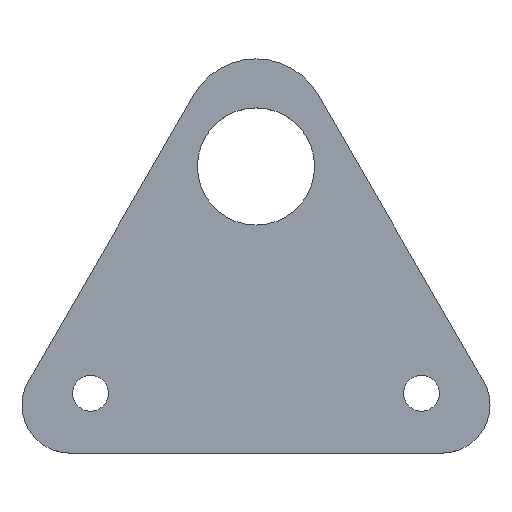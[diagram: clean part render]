
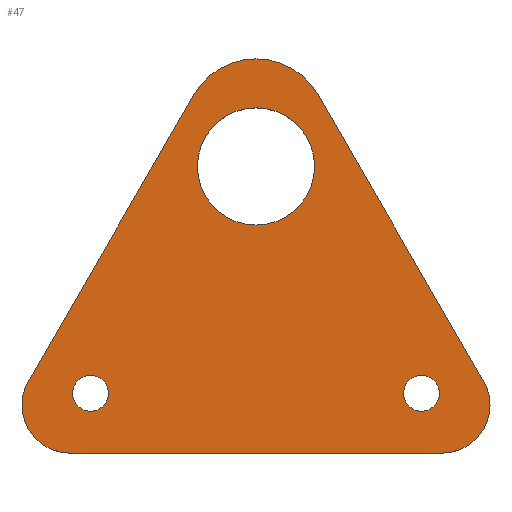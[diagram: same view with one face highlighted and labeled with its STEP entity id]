
A CAD part, top view. The second image highlights one B-rep face of the part: STEP entity #47.
In plain terms, the highlighted planar face has unit normal (0, 0, 1).
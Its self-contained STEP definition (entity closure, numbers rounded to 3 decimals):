
#4 = DIRECTION ( 'NONE',  ( 1., 0., 0. ) ) ;
#6 = CARTESIAN_POINT ( 'NONE',  ( 22.5, 23.971, 4. ) ) ;
#12 = DIRECTION ( 'NONE',  ( 1., 0., 0. ) ) ;
#15 = DIRECTION ( 'NONE',  ( 0., 0., 1. ) ) ;
#16 = ORIENTED_EDGE ( 'NONE', *, *, #381, .T. ) ;
#28 = CARTESIAN_POINT ( 'NONE',  ( 8.66, 5., 4. ) ) ;
#33 = DIRECTION ( 'NONE',  ( 0., 0., 1. ) ) ;
#47 = ADVANCED_FACE ( 'NONE', ( #155, #225, #367, #56 ), #194, .T. ) ;
#55 = CIRCLE ( 'NONE', #340, 1.5 ) ;
#56 = FACE_BOUND ( 'NONE', #346, .T. ) ;
#64 = ORIENTED_EDGE ( 'NONE', *, *, #199, .F. ) ;
#72 = CARTESIAN_POINT ( 'NONE',  ( 22.5, 26.971, 4. ) ) ;
#75 = CIRCLE ( 'NONE', #489, 1.5 ) ;
#76 = AXIS2_PLACEMENT_3D ( 'NONE', #6, #528, #403 ) ;
#79 = CARTESIAN_POINT ( 'NONE',  ( 22.5, 23.971, 4. ) ) ;
#85 = VERTEX_POINT ( 'NONE', #363 ) ;
#86 = CIRCLE ( 'NONE', #166, 4. ) ;
#92 = AXIS2_PLACEMENT_3D ( 'NONE', #249, #423, #203 ) ;
#99 = EDGE_LOOP ( 'NONE', ( #133, #216 ) ) ;
#104 = DIRECTION ( 'NONE',  ( 1., 0., 0. ) ) ;
#105 = CARTESIAN_POINT ( 'NONE',  ( 36.34, 5., 4. ) ) ;
#125 = ORIENTED_EDGE ( 'NONE', *, *, #296, .F. ) ;
#133 = ORIENTED_EDGE ( 'NONE', *, *, #511, .F. ) ;
#135 = CARTESIAN_POINT ( 'NONE',  ( 38.072, 0., 4. ) ) ;
#142 = CARTESIAN_POINT ( 'NONE',  ( 38.072, 4., 4. ) ) ;
#148 = CARTESIAN_POINT ( 'NONE',  ( 34.84, 5., 4. ) ) ;
#149 = ORIENTED_EDGE ( 'NONE', *, *, #300, .T. ) ;
#155 = FACE_BOUND ( 'NONE', #321, .T. ) ;
#159 = DIRECTION ( 'NONE',  ( 0., 0., 1. ) ) ;
#160 = VERTEX_POINT ( 'NONE', #255 ) ;
#161 = CARTESIAN_POINT ( 'NONE',  ( 7.16, 5., 4. ) ) ;
#162 = DIRECTION ( 'NONE',  ( 1., 0., 0. ) ) ;
#163 = VERTEX_POINT ( 'NONE', #560 ) ;
#166 = AXIS2_PLACEMENT_3D ( 'NONE', #142, #15, #12 ) ;
#168 = EDGE_CURVE ( 'NONE', #406, #160, #329, .T. ) ;
#170 = ORIENTED_EDGE ( 'NONE', *, *, #518, .F. ) ;
#171 = EDGE_CURVE ( 'NONE', #541, #432, #273, .T. ) ;
#176 = AXIS2_PLACEMENT_3D ( 'NONE', #72, #335, #506 ) ;
#191 = CIRCLE ( 'NONE', #508, 4. ) ;
#194 = PLANE ( 'NONE',  #520 ) ;
#197 = VERTEX_POINT ( 'NONE', #292 ) ;
#199 = EDGE_CURVE ( 'NONE', #354, #541, #75, .T. ) ;
#200 = DIRECTION ( 'NONE',  ( 1., 0., 0. ) ) ;
#203 = DIRECTION ( 'NONE',  ( 1., 0., 0. ) ) ;
#210 = ORIENTED_EDGE ( 'NONE', *, *, #543, .T. ) ;
#212 = DIRECTION ( 'NONE',  ( 0., 0., 1. ) ) ;
#216 = ORIENTED_EDGE ( 'NONE', *, *, #547, .F. ) ;
#220 = CIRCLE ( 'NONE', #274, 1.5 ) ;
#225 = FACE_OUTER_BOUND ( 'NONE', #293, .T. ) ;
#228 = CARTESIAN_POINT ( 'NONE',  ( 8.66, 5., 4. ) ) ;
#235 = VECTOR ( 'NONE', #4, 1000. ) ;
#243 = EDGE_CURVE ( 'NONE', #455, #163, #478, .T. ) ;
#249 = CARTESIAN_POINT ( 'NONE',  ( 8.66, 5., 4. ) ) ;
#255 = CARTESIAN_POINT ( 'NONE',  ( 27.4, 23.971, 4. ) ) ;
#257 = CARTESIAN_POINT ( 'NONE',  ( 6.928, 4., 4. ) ) ;
#266 = CARTESIAN_POINT ( 'NONE',  ( 0., 0., 4. ) ) ;
#271 = DIRECTION ( 'NONE',  ( 0., 0., 1. ) ) ;
#273 = CIRCLE ( 'NONE', #92, 1.5 ) ;
#274 = AXIS2_PLACEMENT_3D ( 'NONE', #228, #271, #443 ) ;
#280 = ORIENTED_EDGE ( 'NONE', *, *, #458, .T. ) ;
#281 = CARTESIAN_POINT ( 'NONE',  ( 17.6, 23.971, 4. ) ) ;
#284 = VECTOR ( 'NONE', #488, 1000. ) ;
#290 = ORIENTED_EDGE ( 'NONE', *, *, #171, .F. ) ;
#291 = AXIS2_PLACEMENT_3D ( 'NONE', #504, #212, #200 ) ;
#292 = CARTESIAN_POINT ( 'NONE',  ( 37.84, 5., 4. ) ) ;
#293 = EDGE_LOOP ( 'NONE', ( #487, #16, #149, #280, #494, #125, #210 ) ) ;
#296 = EDGE_CURVE ( 'NONE', #344, #163, #437, .T. ) ;
#299 = DIRECTION ( 'NONE',  ( 0.5, -0.866, 0. ) ) ;
#300 = EDGE_CURVE ( 'NONE', #365, #337, #345, .T. ) ;
#307 = CARTESIAN_POINT ( 'NONE',  ( 33.75, 19.486, 4. ) ) ;
#313 = VERTEX_POINT ( 'NONE', #350 ) ;
#321 = EDGE_LOOP ( 'NONE', ( #451, #170 ) ) ;
#329 = CIRCLE ( 'NONE', #421, 4.9 ) ;
#335 = DIRECTION ( 'NONE',  ( 0., 0., 1. ) ) ;
#337 = VERTEX_POINT ( 'NONE', #135 ) ;
#340 = AXIS2_PLACEMENT_3D ( 'NONE', #418, #33, #376 ) ;
#344 = VERTEX_POINT ( 'NONE', #434 ) ;
#345 = LINE ( 'NONE', #266, #235 ) ;
#346 = EDGE_LOOP ( 'NONE', ( #64, #371, #290 ) ) ;
#350 = CARTESIAN_POINT ( 'NONE',  ( 17.304, 29.971, 4. ) ) ;
#352 = CARTESIAN_POINT ( 'NONE',  ( 9.959, 5.75, 4. ) ) ;
#354 = VERTEX_POINT ( 'NONE', #352 ) ;
#355 = CIRCLE ( 'NONE', #176, 6. ) ;
#362 = CARTESIAN_POINT ( 'NONE',  ( 7.361, 4.25, 4. ) ) ;
#363 = CARTESIAN_POINT ( 'NONE',  ( 3.464, 6., 4. ) ) ;
#365 = VERTEX_POINT ( 'NONE', #479 ) ;
#367 = FACE_BOUND ( 'NONE', #99, .T. ) ;
#371 = ORIENTED_EDGE ( 'NONE', *, *, #491, .F. ) ;
#376 = DIRECTION ( 'NONE',  ( 1., 0., 0. ) ) ;
#381 = EDGE_CURVE ( 'NONE', #85, #365, #191, .T. ) ;
#384 = DIRECTION ( 'NONE',  ( 1., 0., 0. ) ) ;
#392 = VERTEX_POINT ( 'NONE', #148 ) ;
#403 = DIRECTION ( 'NONE',  ( 1., 0., 0. ) ) ;
#406 = VERTEX_POINT ( 'NONE', #281 ) ;
#410 = DIRECTION ( 'NONE',  ( 1., 0., 0. ) ) ;
#417 = DIRECTION ( 'NONE',  ( 0., 0., 1. ) ) ;
#418 = CARTESIAN_POINT ( 'NONE',  ( 36.34, 5., 4. ) ) ;
#419 = EDGE_CURVE ( 'NONE', #85, #313, #539, .T. ) ;
#421 = AXIS2_PLACEMENT_3D ( 'NONE', #79, #417, #162 ) ;
#423 = DIRECTION ( 'NONE',  ( 0., 0., 1. ) ) ;
#431 = DIRECTION ( 'NONE',  ( 1., 0., 0. ) ) ;
#432 = VERTEX_POINT ( 'NONE', #362 ) ;
#434 = CARTESIAN_POINT ( 'NONE',  ( 27.696, 29.971, 4. ) ) ;
#437 = LINE ( 'NONE', #307, #549 ) ;
#443 = DIRECTION ( 'NONE',  ( 1., 0., 0. ) ) ;
#451 = ORIENTED_EDGE ( 'NONE', *, *, #168, .F. ) ;
#455 = VERTEX_POINT ( 'NONE', #486 ) ;
#458 = EDGE_CURVE ( 'NONE', #337, #455, #86, .T. ) ;
#473 = CIRCLE ( 'NONE', #76, 4.9 ) ;
#478 = CIRCLE ( 'NONE', #291, 4. ) ;
#479 = CARTESIAN_POINT ( 'NONE',  ( 6.928, 0., 4. ) ) ;
#480 = CIRCLE ( 'NONE', #537, 1.5 ) ;
#483 = DIRECTION ( 'NONE',  ( 0., 0., 1. ) ) ;
#486 = CARTESIAN_POINT ( 'NONE',  ( 42.072, 4., 4. ) ) ;
#487 = ORIENTED_EDGE ( 'NONE', *, *, #419, .F. ) ;
#488 = DIRECTION ( 'NONE',  ( 0.5, 0.866, 0. ) ) ;
#489 = AXIS2_PLACEMENT_3D ( 'NONE', #28, #159, #384 ) ;
#491 = EDGE_CURVE ( 'NONE', #432, #354, #220, .T. ) ;
#494 = ORIENTED_EDGE ( 'NONE', *, *, #243, .T. ) ;
#504 = CARTESIAN_POINT ( 'NONE',  ( 38.072, 4., 4. ) ) ;
#506 = DIRECTION ( 'NONE',  ( 1., 0., 0. ) ) ;
#508 = AXIS2_PLACEMENT_3D ( 'NONE', #257, #523, #431 ) ;
#511 = EDGE_CURVE ( 'NONE', #392, #197, #480, .T. ) ;
#518 = EDGE_CURVE ( 'NONE', #160, #406, #473, .T. ) ;
#520 = AXIS2_PLACEMENT_3D ( 'NONE', #540, #483, #104 ) ;
#523 = DIRECTION ( 'NONE',  ( 0., 0., 1. ) ) ;
#528 = DIRECTION ( 'NONE',  ( 0., 0., 1. ) ) ;
#530 = CARTESIAN_POINT ( 'NONE',  ( 0., 0., 4. ) ) ;
#532 = DIRECTION ( 'NONE',  ( 0., 0., 1. ) ) ;
#537 = AXIS2_PLACEMENT_3D ( 'NONE', #105, #532, #410 ) ;
#539 = LINE ( 'NONE', #530, #284 ) ;
#540 = CARTESIAN_POINT ( 'NONE',  ( 0., 0., 4. ) ) ;
#541 = VERTEX_POINT ( 'NONE', #161 ) ;
#543 = EDGE_CURVE ( 'NONE', #344, #313, #355, .T. ) ;
#547 = EDGE_CURVE ( 'NONE', #197, #392, #55, .T. ) ;
#549 = VECTOR ( 'NONE', #299, 1000. ) ;
#560 = CARTESIAN_POINT ( 'NONE',  ( 41.536, 6., 4. ) ) ;
